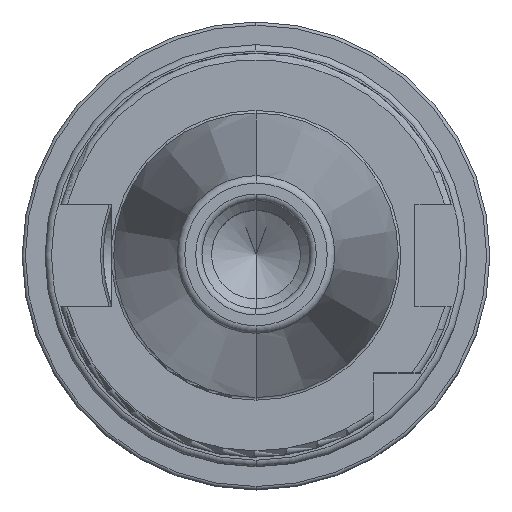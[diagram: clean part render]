
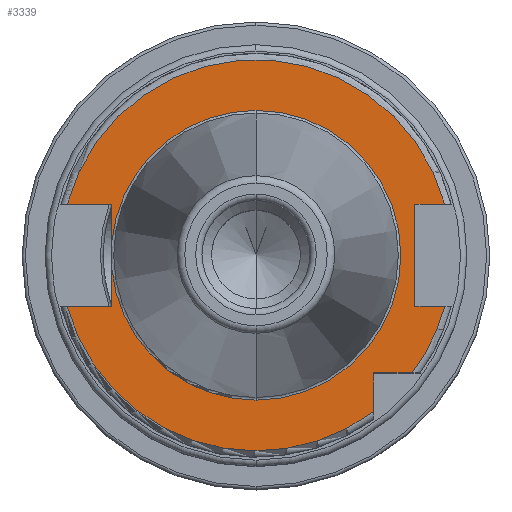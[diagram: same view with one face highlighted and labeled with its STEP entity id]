
A CAD part, top view. The second image highlights one B-rep face of the part: STEP entity #3339.
In plain terms, the highlighted planar face has unit normal (0, 0, 1).
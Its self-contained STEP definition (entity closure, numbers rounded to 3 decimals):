
#811=DIRECTION('',(1,0,0));
#812=VECTOR('',#811,7.004);
#813=CARTESIAN_POINT('',(-29.704,-8.05,15.9));
#814=LINE('',#813,#812);
#815=DIRECTION('',(0,1,0));
#816=VECTOR('',#815,5.917);
#817=CARTESIAN_POINT('',(-22.7,-8.05,15.9));
#818=LINE('',#817,#816);
#819=DIRECTION('',(0,1,0));
#820=VECTOR('',#819,5.917);
#821=CARTESIAN_POINT('',(-22.7,2.133,15.9));
#822=LINE('',#821,#820);
#823=DIRECTION('',(1,0,0));
#824=VECTOR('',#823,7.004);
#825=CARTESIAN_POINT('',(-29.704,8.05,15.9));
#826=LINE('',#825,#824);
#827=DIRECTION('',(-1,0,0));
#828=VECTOR('',#827,4.704);
#829=CARTESIAN_POINT('',(29.704,8.05,15.9));
#830=LINE('',#829,#828);
#831=DIRECTION('',(0,-1,0));
#832=VECTOR('',#831,16.1);
#833=CARTESIAN_POINT('',(25,8.05,15.9));
#834=LINE('',#833,#832);
#835=DIRECTION('',(-1,0,0));
#836=VECTOR('',#835,4.704);
#837=CARTESIAN_POINT('',(29.704,-8.05,15.9));
#838=LINE('',#837,#836);
#839=CARTESIAN_POINT('',(0,0,15.9));
#840=DIRECTION('',(0,0,1));
#841=DIRECTION('',(0.799,-0.601,0));
#842=AXIS2_PLACEMENT_3D('',#839,#840,#841);
#844=DIRECTION('',(-1,0,0));
#845=VECTOR('',#844,6.094);
#846=CARTESIAN_POINT('',(24.594,-18.5,15.9));
#847=LINE('',#846,#845);
#848=DIRECTION('',(0,1,0));
#849=VECTOR('',#848,6.094);
#850=CARTESIAN_POINT('',(18.5,-24.594,15.9));
#851=LINE('',#850,#849);
#862=CARTESIAN_POINT('',(0,0,15.9));
#863=DIRECTION('',(0,0,1));
#864=DIRECTION('',(0,1,0));
#865=AXIS2_PLACEMENT_3D('',#862,#863,#864);
#877=CARTESIAN_POINT('',(0,0,15.9));
#878=DIRECTION('',(0,0,1));
#879=DIRECTION('',(-0.996,-0.094,0));
#880=AXIS2_PLACEMENT_3D('',#877,#878,#879);
#882=CARTESIAN_POINT('',(0,0,15.9));
#883=DIRECTION('',(0,0,-1));
#884=DIRECTION('',(0,1,0));
#885=AXIS2_PLACEMENT_3D('',#882,#883,#884);
#1182=CARTESIAN_POINT('',(0,0,15.9));
#1183=DIRECTION('',(0,0,1));
#1184=DIRECTION('',(0.965,0.262,0));
#1185=AXIS2_PLACEMENT_3D('',#1182,#1183,#1184);
#1233=CARTESIAN_POINT('',(0,0,15.9));
#1234=DIRECTION('',(0,0,1));
#1235=DIRECTION('',(-0.965,-0.262,0));
#1236=AXIS2_PLACEMENT_3D('',#1233,#1234,#1235);
#1949=CARTESIAN_POINT('',(0,22.8,15.9));
#1951=VERTEX_POINT('',#1949);
#1973=CARTESIAN_POINT('',(0,-22.8,15.9));
#1975=VERTEX_POINT('',#1973);
#2099=CARTESIAN_POINT('',(-29.704,-8.05,15.9));
#2100=CARTESIAN_POINT('',(-22.7,-8.05,15.9));
#2101=VERTEX_POINT('',#2099);
#2102=VERTEX_POINT('',#2100);
#2103=CARTESIAN_POINT('',(-22.7,-2.133,15.9));
#2104=VERTEX_POINT('',#2103);
#2105=CARTESIAN_POINT('',(-22.7,2.133,15.9));
#2106=CARTESIAN_POINT('',(-22.7,8.05,15.9));
#2107=VERTEX_POINT('',#2105);
#2108=VERTEX_POINT('',#2106);
#2109=CARTESIAN_POINT('',(-29.704,8.05,15.9));
#2110=VERTEX_POINT('',#2109);
#2111=CARTESIAN_POINT('',(25,8.05,15.9));
#2112=CARTESIAN_POINT('',(25,-8.05,15.9));
#2113=VERTEX_POINT('',#2111);
#2114=VERTEX_POINT('',#2112);
#2115=CARTESIAN_POINT('',(29.704,-8.05,15.9));
#2116=VERTEX_POINT('',#2115);
#2117=CARTESIAN_POINT('',(29.704,8.05,15.9));
#2118=VERTEX_POINT('',#2117);
#2119=CARTESIAN_POINT('',(18.5,-24.594,15.9));
#2120=CARTESIAN_POINT('',(18.5,-18.5,15.9));
#2121=VERTEX_POINT('',#2119);
#2122=VERTEX_POINT('',#2120);
#2123=CARTESIAN_POINT('',(24.594,-18.5,15.9));
#2124=VERTEX_POINT('',#2123);
#3306=CARTESIAN_POINT('',(0,0,15.9));
#3307=DIRECTION('',(0,0,-1));
#3308=DIRECTION('',(0,-1,0));
#3309=AXIS2_PLACEMENT_3D('',#3306,#3307,#3308);
#3310=PLANE('',#3309);
#3311=ORIENTED_EDGE('',*,*,#3279,.T.);
#3312=ORIENTED_EDGE('',*,*,#3196,.T.);
#3314=ORIENTED_EDGE('',*,*,#3313,.T.);
#3316=ORIENTED_EDGE('',*,*,#3315,.F.);
#3318=ORIENTED_EDGE('',*,*,#3317,.T.);
#3319=ORIENTED_EDGE('',*,*,#3192,.T.);
#3320=ORIENTED_EDGE('',*,*,#3238,.F.);
#3322=ORIENTED_EDGE('',*,*,#3321,.F.);
#3324=ORIENTED_EDGE('',*,*,#3323,.T.);
#3326=ORIENTED_EDGE('',*,*,#3325,.T.);
#3328=ORIENTED_EDGE('',*,*,#3327,.F.);
#3330=ORIENTED_EDGE('',*,*,#3329,.F.);
#3332=ORIENTED_EDGE('',*,*,#3331,.T.);
#3334=ORIENTED_EDGE('',*,*,#3333,.F.);
#3336=ORIENTED_EDGE('',*,*,#3335,.F.);
#3337=EDGE_LOOP('',(#3311,#3312,#3314,#3316,#3318,#3319,#3320,#3322,#3324,#3326,
#3328,#3330,#3332,#3334,#3336));
#3338=FACE_OUTER_BOUND('',#3337,.F.);
#3339=ADVANCED_FACE('',(#3338),#3310,.F.);
#843=CIRCLE('',#842,30.775);
#866=CIRCLE('',#865,22.8);
#881=CIRCLE('',#880,22.8);
#886=CIRCLE('',#885,22.8);
#1186=CIRCLE('',#1185,30.775);
#1237=CIRCLE('',#1236,30.775);
#3192=EDGE_CURVE('',#2107,#2108,#822,.T.);
#3196=EDGE_CURVE('',#2102,#2104,#818,.T.);
#3238=EDGE_CURVE('',#2110,#2108,#826,.T.);
#3279=EDGE_CURVE('',#2101,#2102,#814,.T.);
#3313=EDGE_CURVE('',#2104,#1975,#881,.T.);
#3315=EDGE_CURVE('',#1951,#1975,#886,.T.);
#3317=EDGE_CURVE('',#1951,#2107,#866,.T.);
#3321=EDGE_CURVE('',#2118,#2110,#1186,.T.);
#3323=EDGE_CURVE('',#2118,#2113,#830,.T.);
#3325=EDGE_CURVE('',#2113,#2114,#834,.T.);
#3327=EDGE_CURVE('',#2116,#2114,#838,.T.);
#3329=EDGE_CURVE('',#2124,#2116,#843,.T.);
#3331=EDGE_CURVE('',#2124,#2122,#847,.T.);
#3333=EDGE_CURVE('',#2121,#2122,#851,.T.);
#3335=EDGE_CURVE('',#2101,#2121,#1237,.T.);
